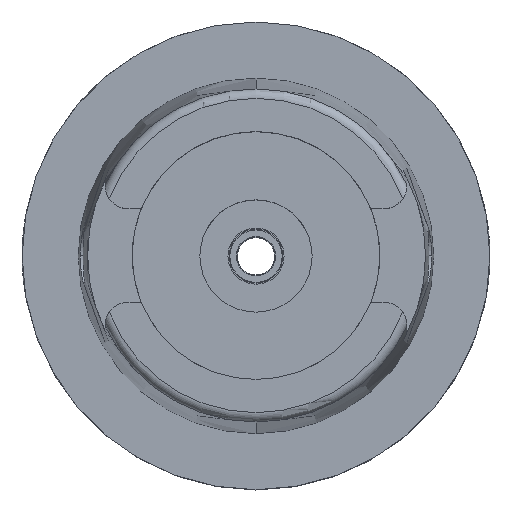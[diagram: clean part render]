
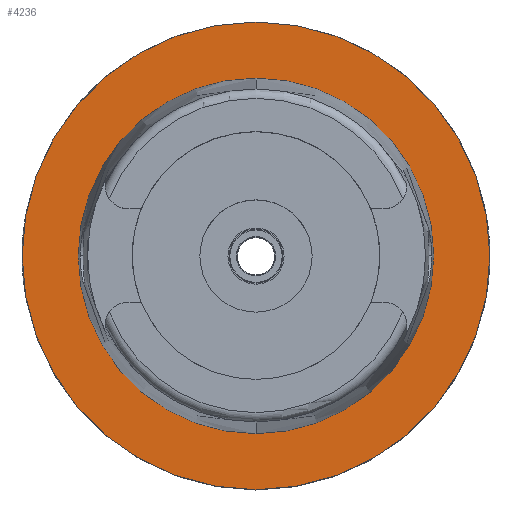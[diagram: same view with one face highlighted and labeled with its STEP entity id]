
A CAD part, top view. The second image highlights one B-rep face of the part: STEP entity #4236.
In plain terms, the highlighted planar face has unit normal (0, 0, 1).
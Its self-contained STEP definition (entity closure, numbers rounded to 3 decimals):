
#2100=CARTESIAN_POINT('',(0.,0.,0.));
#2101=DIRECTION('',(0.,0.,-1.));
#2102=DIRECTION('',(0.,-1.,0.));
#2103=AXIS2_PLACEMENT_3D('',#2100,#2101,#2102);
#2108=CARTESIAN_POINT('',(0.,0.,0.));
#2109=DIRECTION('',(0.,0.,-1.));
#2110=DIRECTION('',(0.,1.,0.));
#2111=AXIS2_PLACEMENT_3D('',#2108,#2109,#2110);
#2116=CARTESIAN_POINT('',(0.,0.,0.));
#2117=DIRECTION('',(0.,0.,1.));
#2118=DIRECTION('',(0.,-1.,0.));
#2119=AXIS2_PLACEMENT_3D('',#2116,#2117,#2118);
#2124=CARTESIAN_POINT('',(0.,0.,0.));
#2125=DIRECTION('',(0.,0.,1.));
#2126=DIRECTION('',(0.,1.,0.));
#2127=AXIS2_PLACEMENT_3D('',#2124,#2125,#2126);
#2425=CARTESIAN_POINT('',(0.,-38.,0.));
#2426=VERTEX_POINT('',#2425);
#2427=CARTESIAN_POINT('',(0.,38.,0.));
#2428=VERTEX_POINT('',#2427);
#2686=CARTESIAN_POINT('',(0.,50.,0.));
#2687=VERTEX_POINT('',#2686);
#2688=CARTESIAN_POINT('',(0.,-50.,0.));
#2689=VERTEX_POINT('',#2688);
#4223=CARTESIAN_POINT('',(0.,0.,0.));
#4224=DIRECTION('',(0.,0.,1.));
#4225=DIRECTION('',(0.,1.,0.));
#4226=AXIS2_PLACEMENT_3D('',#4223,#4224,#4225);
#4227=PLANE('',#4226);
#4228=ORIENTED_EDGE('',*,*,#3988,.T.);
#4229=ORIENTED_EDGE('',*,*,#4097,.T.);
#4230=EDGE_LOOP('',(#4228,#4229));
#4231=FACE_OUTER_BOUND('',#4230,.F.);
#4232=ORIENTED_EDGE('',*,*,#2924,.T.);
#4233=ORIENTED_EDGE('',*,*,#2895,.T.);
#4234=EDGE_LOOP('',(#4232,#4233));
#4235=FACE_BOUND('',#4234,.F.);
#2104=CIRCLE('',#2103,50.);
#2112=CIRCLE('',#2111,50.);
#2120=CIRCLE('',#2119,38.);
#2128=CIRCLE('',#2127,38.);
#2895=EDGE_CURVE('',#2428,#2426,#2128,.T.);
#2924=EDGE_CURVE('',#2426,#2428,#2120,.T.);
#3988=EDGE_CURVE('',#2689,#2687,#2104,.T.);
#4097=EDGE_CURVE('',#2687,#2689,#2112,.T.);
#4236=ADVANCED_FACE('',(#4231,#4235),#4227,.T.);
